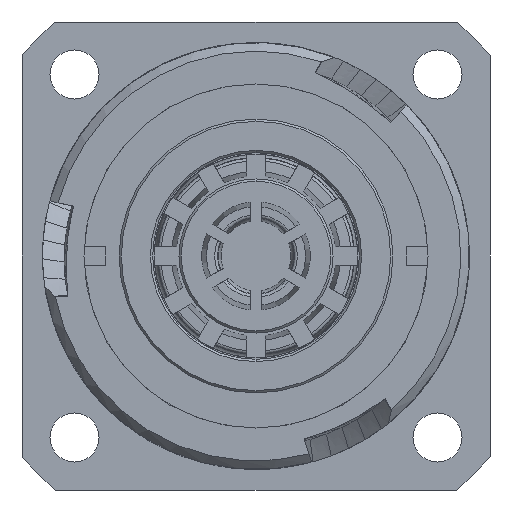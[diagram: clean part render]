
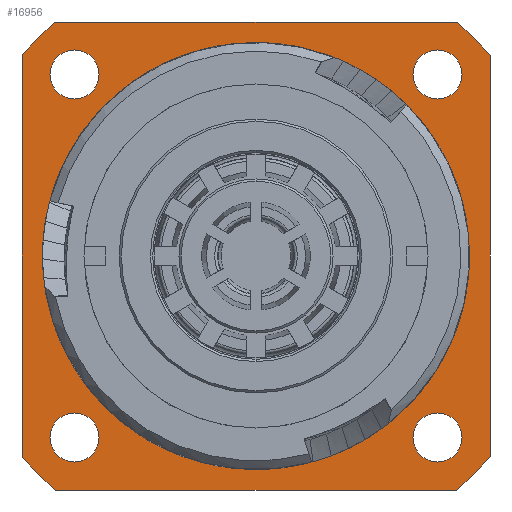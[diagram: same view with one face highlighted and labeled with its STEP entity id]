
A CAD part, left-side view. The second image highlights one B-rep face of the part: STEP entity #16956.
In plain terms, the highlighted planar face has unit normal (-1, 0, 0).
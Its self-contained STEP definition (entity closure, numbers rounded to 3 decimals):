
#334=CARTESIAN_POINT('',(23.15,0.,0.));
#335=DIRECTION('',(1.,0.,0.));
#336=DIRECTION('',(0.,1.,0.));
#337=AXIS2_PLACEMENT_3D('',#334,#335,#336);
#1278=CARTESIAN_POINT('',(23.15,0.,0.));
#1279=DIRECTION('',(-1.,0.,0.));
#1280=DIRECTION('',(0.,1.,0.));
#1281=AXIS2_PLACEMENT_3D('',#1278,#1279,#1280);
#3001=DIRECTION('',(0.,1.,0.));
#3002=VECTOR('',#3001,35.112);
#3003=CARTESIAN_POINT('',(23.15,-17.556,-20.5));
#3004=LINE('834',#3003,#3002);
#3005=CARTESIAN_POINT('',(23.15,0.,0.));
#3006=DIRECTION('',(-1.,0.,0.));
#3007=DIRECTION('',(0.,0.76,-0.65));
#3008=AXIS2_PLACEMENT_3D('',#3005,#3006,#3007);
#3010=DIRECTION('',(0.,0.,1.));
#3011=VECTOR('',#3010,35.112);
#3012=CARTESIAN_POINT('',(23.15,20.5,-17.556));
#3013=LINE('837',#3012,#3011);
#3014=CARTESIAN_POINT('',(23.15,0.,0.));
#3015=DIRECTION('',(1.,0.,0.));
#3016=DIRECTION('',(0.,0.76,0.65));
#3017=AXIS2_PLACEMENT_3D('',#3014,#3015,#3016);
#3019=DIRECTION('',(0.,-1.,0.));
#3020=VECTOR('',#3019,35.112);
#3021=CARTESIAN_POINT('',(23.15,17.556,20.5));
#3022=LINE('836',#3021,#3020);
#3023=CARTESIAN_POINT('',(23.15,0.,0.));
#3024=DIRECTION('',(1.,0.,0.));
#3025=DIRECTION('',(0.,-0.65,0.76));
#3026=AXIS2_PLACEMENT_3D('',#3023,#3024,#3025);
#3028=DIRECTION('',(0.,0.,-1.));
#3029=VECTOR('',#3028,35.112);
#3030=CARTESIAN_POINT('',(23.15,-20.5,17.556));
#3031=LINE('835',#3030,#3029);
#3032=CARTESIAN_POINT('',(23.15,0.,0.));
#3033=DIRECTION('',(-1.,0.,0.));
#3034=DIRECTION('',(0.,-0.65,-0.76));
#3035=AXIS2_PLACEMENT_3D('',#3032,#3033,#3034);
#3037=CARTESIAN_POINT('',(23.15,15.9,-15.9));
#3038=DIRECTION('',(-1.,0.,0.));
#3039=DIRECTION('',(0.,0.,1.));
#3040=AXIS2_PLACEMENT_3D('',#3037,#3038,#3039);
#3042=CARTESIAN_POINT('',(23.15,15.9,-15.9));
#3043=DIRECTION('',(-1.,0.,0.));
#3044=DIRECTION('',(0.,0.,-1.));
#3045=AXIS2_PLACEMENT_3D('',#3042,#3043,#3044);
#3047=CARTESIAN_POINT('',(23.15,15.9,15.9));
#3048=DIRECTION('',(-1.,0.,0.));
#3049=DIRECTION('',(0.,0.,1.));
#3050=AXIS2_PLACEMENT_3D('',#3047,#3048,#3049);
#3052=CARTESIAN_POINT('',(23.15,15.9,15.9));
#3053=DIRECTION('',(-1.,0.,0.));
#3054=DIRECTION('',(0.,0.,-1.));
#3055=AXIS2_PLACEMENT_3D('',#3052,#3053,#3054);
#3057=CARTESIAN_POINT('',(23.15,-15.9,15.9));
#3058=DIRECTION('',(-1.,0.,0.));
#3059=DIRECTION('',(0.,0.,1.));
#3060=AXIS2_PLACEMENT_3D('',#3057,#3058,#3059);
#3062=CARTESIAN_POINT('',(23.15,-15.9,15.9));
#3063=DIRECTION('',(-1.,0.,0.));
#3064=DIRECTION('',(0.,0.,-1.));
#3065=AXIS2_PLACEMENT_3D('',#3062,#3063,#3064);
#3067=CARTESIAN_POINT('',(23.15,-15.9,-15.9));
#3068=DIRECTION('',(-1.,0.,0.));
#3069=DIRECTION('',(0.,0.,1.));
#3070=AXIS2_PLACEMENT_3D('',#3067,#3068,#3069);
#3072=CARTESIAN_POINT('',(23.15,-15.9,-15.9));
#3073=DIRECTION('',(-1.,0.,0.));
#3074=DIRECTION('',(0.,0.,-1.));
#3075=AXIS2_PLACEMENT_3D('',#3072,#3073,#3074);
#8120=CARTESIAN_POINT('',(23.15,18.7,0.));
#8121=CARTESIAN_POINT('',(23.15,-18.7,0.));
#8122=VERTEX_POINT('',#8120);
#8123=VERTEX_POINT('',#8121);
#8140=CARTESIAN_POINT('',(23.15,-17.556,-20.5));
#8141=CARTESIAN_POINT('',(23.15,17.556,-20.5));
#8142=VERTEX_POINT('',#8140);
#8143=VERTEX_POINT('',#8141);
#8144=CARTESIAN_POINT('',(23.15,-20.5,17.556));
#8145=CARTESIAN_POINT('',(23.15,-20.5,-17.556));
#8146=VERTEX_POINT('',#8144);
#8147=VERTEX_POINT('',#8145);
#8148=CARTESIAN_POINT('',(23.15,17.556,20.5));
#8149=CARTESIAN_POINT('',(23.15,-17.556,20.5));
#8150=VERTEX_POINT('',#8148);
#8151=VERTEX_POINT('',#8149);
#8152=CARTESIAN_POINT('',(23.15,20.5,-17.556));
#8153=CARTESIAN_POINT('',(23.15,20.5,17.556));
#8154=VERTEX_POINT('',#8152);
#8155=VERTEX_POINT('',#8153);
#8663=CARTESIAN_POINT('',(23.15,15.9,-13.75));
#8664=CARTESIAN_POINT('',(23.15,15.9,-18.05));
#8665=VERTEX_POINT('',#8663);
#8666=VERTEX_POINT('',#8664);
#8667=CARTESIAN_POINT('',(23.15,15.9,18.05));
#8668=CARTESIAN_POINT('',(23.15,15.9,13.75));
#8669=VERTEX_POINT('',#8667);
#8670=VERTEX_POINT('',#8668);
#8671=CARTESIAN_POINT('',(23.15,-15.9,18.05));
#8672=CARTESIAN_POINT('',(23.15,-15.9,13.75));
#8673=VERTEX_POINT('',#8671);
#8674=VERTEX_POINT('',#8672);
#8675=CARTESIAN_POINT('',(23.15,-15.9,-13.75));
#8676=CARTESIAN_POINT('',(23.15,-15.9,-18.05));
#8677=VERTEX_POINT('',#8675);
#8678=VERTEX_POINT('',#8676);
#16905=CARTESIAN_POINT('',(23.15,0.,0.));
#16906=DIRECTION('',(1.,0.,0.));
#16907=DIRECTION('',(0.,-1.,0.));
#16908=AXIS2_PLACEMENT_3D('',#16905,#16906,#16907);
#16909=PLANE('250',#16908);
#16911=ORIENTED_EDGE('834',*,*,#16910,.T.);
#16913=ORIENTED_EDGE('963',*,*,#16912,.F.);
#16915=ORIENTED_EDGE('837',*,*,#16914,.T.);
#16917=ORIENTED_EDGE('959',*,*,#16916,.T.);
#16919=ORIENTED_EDGE('836',*,*,#16918,.T.);
#16921=ORIENTED_EDGE('960',*,*,#16920,.T.);
#16923=ORIENTED_EDGE('835',*,*,#16922,.T.);
#16925=ORIENTED_EDGE('964',*,*,#16924,.F.);
#16926=EDGE_LOOP('250',(#16911,#16913,#16915,#16917,#16919,#16921,#16923,
#16925));
#16927=FACE_OUTER_BOUND('250',#16926,.F.);
#16928=ORIENTED_EDGE('829',*,*,#10186,.T.);
#16929=ORIENTED_EDGE('827',*,*,#9873,.F.);
#16930=EDGE_LOOP('250',(#16928,#16929));
#16931=FACE_BOUND('250',#16930,.F.);
#16933=ORIENTED_EDGE('1417',*,*,#16932,.T.);
#16935=ORIENTED_EDGE('1418',*,*,#16934,.T.);
#16936=EDGE_LOOP('250',(#16933,#16935));
#16937=FACE_BOUND('250',#16936,.F.);
#16939=ORIENTED_EDGE('1419',*,*,#16938,.T.);
#16941=ORIENTED_EDGE('1420',*,*,#16940,.T.);
#16942=EDGE_LOOP('250',(#16939,#16941));
#16943=FACE_BOUND('250',#16942,.F.);
#16945=ORIENTED_EDGE('1421',*,*,#16944,.T.);
#16947=ORIENTED_EDGE('1422',*,*,#16946,.T.);
#16948=EDGE_LOOP('250',(#16945,#16947));
#16949=FACE_BOUND('250',#16948,.F.);
#16951=ORIENTED_EDGE('1423',*,*,#16950,.T.);
#16953=ORIENTED_EDGE('1424',*,*,#16952,.T.);
#16954=EDGE_LOOP('250',(#16951,#16953));
#16955=FACE_BOUND('250',#16954,.F.);
#338=CIRCLE('827',#337,18.7);
#1282=CIRCLE('829',#1281,18.7);
#3009=CIRCLE('963',#3008,26.99);
#3018=CIRCLE('959',#3017,26.99);
#3027=CIRCLE('960',#3026,26.99);
#3036=CIRCLE('964',#3035,26.99);
#3041=CIRCLE('1417',#3040,2.15);
#3046=CIRCLE('1418',#3045,2.15);
#3051=CIRCLE('1419',#3050,2.15);
#3056=CIRCLE('1420',#3055,2.15);
#3061=CIRCLE('1421',#3060,2.15);
#3066=CIRCLE('1422',#3065,2.15);
#3071=CIRCLE('1423',#3070,2.15);
#3076=CIRCLE('1424',#3075,2.15);
#9873=EDGE_CURVE('827',#8122,#8123,#338,.T.);
#10186=EDGE_CURVE('829',#8122,#8123,#1282,.T.);
#16910=EDGE_CURVE('834',#8142,#8143,#3004,.T.);
#16912=EDGE_CURVE('963',#8154,#8143,#3009,.T.);
#16914=EDGE_CURVE('837',#8154,#8155,#3013,.T.);
#16916=EDGE_CURVE('959',#8155,#8150,#3018,.T.);
#16918=EDGE_CURVE('836',#8150,#8151,#3022,.T.);
#16920=EDGE_CURVE('960',#8151,#8146,#3027,.T.);
#16922=EDGE_CURVE('835',#8146,#8147,#3031,.T.);
#16924=EDGE_CURVE('964',#8142,#8147,#3036,.T.);
#16932=EDGE_CURVE('1417',#8665,#8666,#3041,.T.);
#16934=EDGE_CURVE('1418',#8666,#8665,#3046,.T.);
#16938=EDGE_CURVE('1419',#8669,#8670,#3051,.T.);
#16940=EDGE_CURVE('1420',#8670,#8669,#3056,.T.);
#16944=EDGE_CURVE('1421',#8673,#8674,#3061,.T.);
#16946=EDGE_CURVE('1422',#8674,#8673,#3066,.T.);
#16950=EDGE_CURVE('1423',#8677,#8678,#3071,.T.);
#16952=EDGE_CURVE('1424',#8678,#8677,#3076,.T.);
#16956=ADVANCED_FACE('250',(#16927,#16931,#16937,#16943,#16949,#16955),#16909,
.F.);
